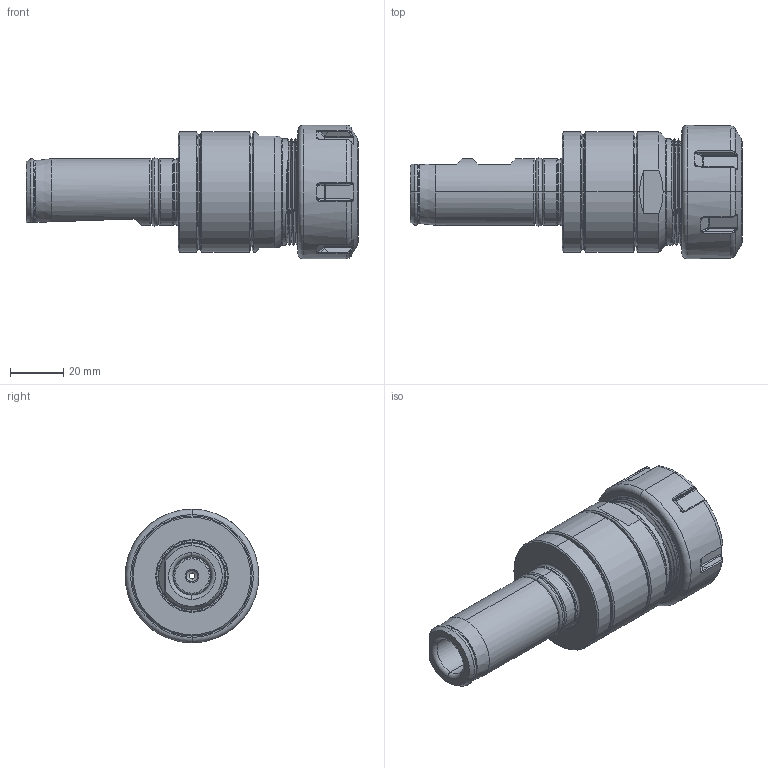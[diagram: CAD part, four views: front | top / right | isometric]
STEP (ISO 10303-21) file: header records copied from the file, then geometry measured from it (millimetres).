
FILE_DESCRIPTION (( 'STEP AP203' ), '1' );
FILE_NAME ('WS25-ER32B-69.STEP', '2016-09-26T01:56:44', ( '' ), ( '' ), 'SwSTEP 2.0', 'SolidWorks 2012', '' );
FILE_SCHEMA (( 'CONFIG_CONTROL_DESIGN' ));
Length unit declared in the file: millimetre
Products named in the file (12): WS25-ER32B-69; O型環---(鋁圈用); 直柄浮動型ER32刀桿尾部; 鋁圈; ER32(M40XP1.5)螺帽; M6XP1螺絲; O型環---(刀桿頭尾部用); 盤型彈簧墊圈; O型環---(M6XP1螺絲用); O型環---(刀桿頭部用); 直柄浮動型ER32刀桿頭部; 定位PIN
Assembly tree (18 placements, depth 2):
  WS25-ER32B-69
    直柄浮動型ER32刀桿頭部
    定位PIN  x4
    O型環---(刀桿頭部用)
    O型環---(刀桿頭尾部用)  x2
    M6XP1螺絲
    O型環---(M6XP1螺絲用)
    盤型彈簧墊圈  x4
    O型環---(鋁圈用)
    鋁圈
    直柄浮動型ER32刀桿尾部
    ER32(M40XP1.5)螺帽
Bounding box: 124.4 x 50 x 50 mm (x, y, z)
Volume: 94455.7 mm3; surface area: 48931 mm2
Topology: 18 solids, 18 shells, 648 faces, 1593 edges, 969 vertices
Faces by surface type: cylinder 211, cone 136, plane 112, torus 95, bspline 78, sphere 16
Entity records: 31569 total; most frequent: CARTESIAN_POINT 17101, ORIENTED_EDGE 2950, DIRECTION 2505, EDGE_CURVE 1475, AXIS2_PLACEMENT_3D 1037, VERTEX_POINT 917, EDGE_LOOP 632, ADVANCED_FACE 596
